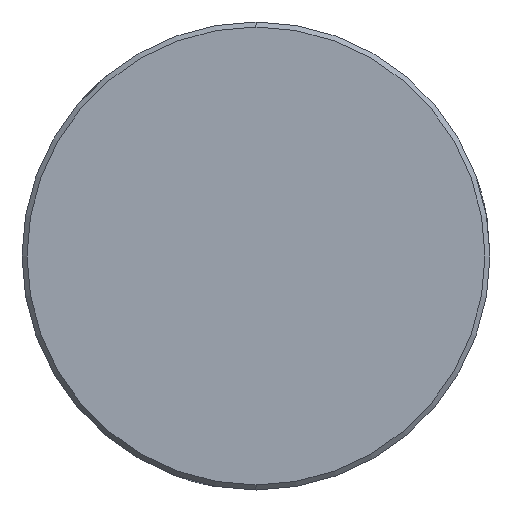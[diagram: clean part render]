
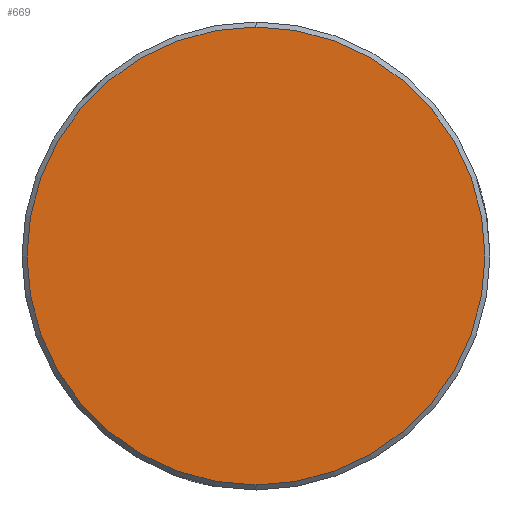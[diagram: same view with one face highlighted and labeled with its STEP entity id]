
A CAD part, left-side view. The second image highlights one B-rep face of the part: STEP entity #669.
In plain terms, the highlighted planar face has unit normal (-1, 0, 0).
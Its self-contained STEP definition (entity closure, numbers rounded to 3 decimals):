
#109 = DIRECTION ( 'NONE',  ( 0., 0., -1. ) ) ;
#172 = CARTESIAN_POINT ( 'NONE',  ( -47.68, 0., 13.7 ) ) ;
#380 = CARTESIAN_POINT ( 'NONE',  ( -47.68, 0., 0. ) ) ;
#387 = DIRECTION ( 'NONE',  ( -1., 0., 0. ) ) ;
#443 = EDGE_CURVE ( 'NONE', #495, #981, #489, .T. ) ;
#489 = CIRCLE ( 'NONE', #942, 13.7 ) ;
#495 = VERTEX_POINT ( 'NONE', #913 ) ;
#552 = DIRECTION ( 'NONE',  ( -1., 0., 0. ) ) ;
#625 = DIRECTION ( 'NONE',  ( -1., 0., 0. ) ) ;
#654 = AXIS2_PLACEMENT_3D ( 'NONE', #919, #387, #1009 ) ;
#669 = ADVANCED_FACE ( 'NONE', ( #947 ), #817, .T. ) ;
#713 = AXIS2_PLACEMENT_3D ( 'NONE', #1061, #552, #1003 ) ;
#746 = CIRCLE ( 'NONE', #713, 13.7 ) ;
#754 = ORIENTED_EDGE ( 'NONE', *, *, #980, .T. ) ;
#777 = ORIENTED_EDGE ( 'NONE', *, *, #443, .T. ) ;
#817 = PLANE ( 'NONE',  #654 ) ;
#913 = CARTESIAN_POINT ( 'NONE',  ( -47.68, 0., -13.7 ) ) ;
#919 = CARTESIAN_POINT ( 'NONE',  ( -47.68, -13.864, -13.864 ) ) ;
#942 = AXIS2_PLACEMENT_3D ( 'NONE', #380, #625, #109 ) ;
#947 = FACE_OUTER_BOUND ( 'NONE', #1041, .T. ) ;
#980 = EDGE_CURVE ( 'NONE', #981, #495, #746, .T. ) ;
#981 = VERTEX_POINT ( 'NONE', #172 ) ;
#1003 = DIRECTION ( 'NONE',  ( 0., 0., -1. ) ) ;
#1009 = DIRECTION ( 'NONE',  ( 0., 0., 1. ) ) ;
#1041 = EDGE_LOOP ( 'NONE', ( #777, #754 ) ) ;
#1061 = CARTESIAN_POINT ( 'NONE',  ( -47.68, 0., 0. ) ) ;
